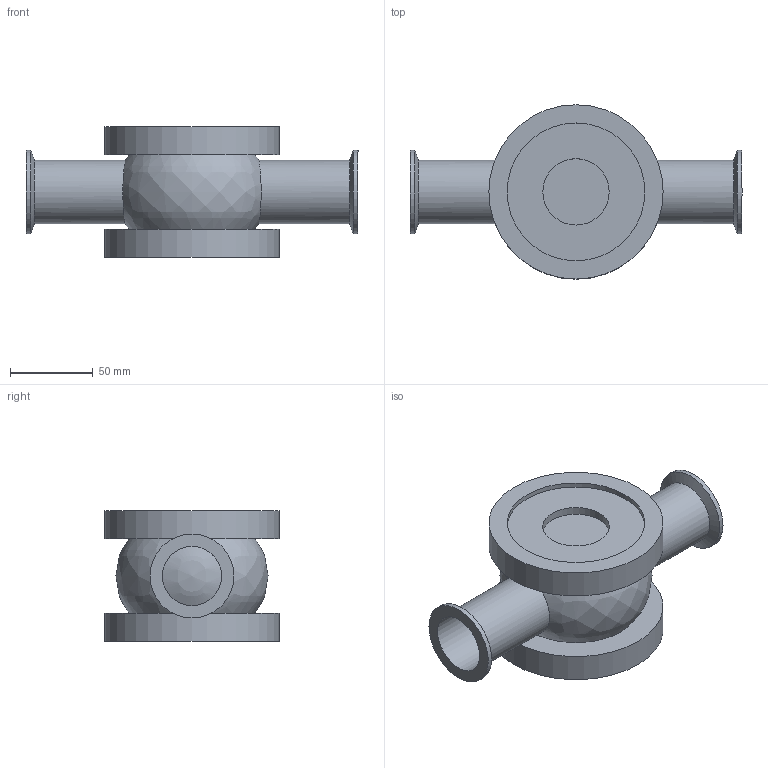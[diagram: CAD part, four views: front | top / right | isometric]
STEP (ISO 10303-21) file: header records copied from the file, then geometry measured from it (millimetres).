
FILE_DESCRIPTION(/* description */ (''),/* implementation_level */ '2;1');
FILE_NAME(/* name */ 'SGQ_CXC [SIZE [Custom]=15].stp',/* time_stamp */ '2021-08-20T14:40:50+09:00',/* author */ ('nishioka'),/* organization */ (''),/* preprocessor_version */ 'ST-DEVELOPER v18.1',/* originating_system */ 'Autodesk Inventor 2021',/* authorisation */ '');
FILE_SCHEMA (('AUTOMOTIVE_DESIGN { 1 0 10303 214 3 1 1 }'));
Length unit declared in the file: millimetre
Products named in the file (1): SGQ_CXC
Bounding box: 200 x 105 x 78.7 mm (x, y, z)
Volume: 536618.5 mm3; surface area: 83129.5 mm2
Topology: 1 solids, 1 shells, 27 faces, 48 edges, 32 vertices
Faces by surface type: cylinder 12, plane 10, bspline 3, cone 2
Full cylindrical faces by diameter (mm): 35.7 x2, 38.1 x2, 40 x2, 50.5 x2, 83 x2, 105 x2
Entity records: 987 total; most frequent: CARTESIAN_POINT 386, DIRECTION 112, ORIENTED_EDGE 96, AXIS2_PLACEMENT_3D 49, EDGE_CURVE 48, EDGE_LOOP 36, VERTEX_POINT 32, STYLED_ITEM 28
